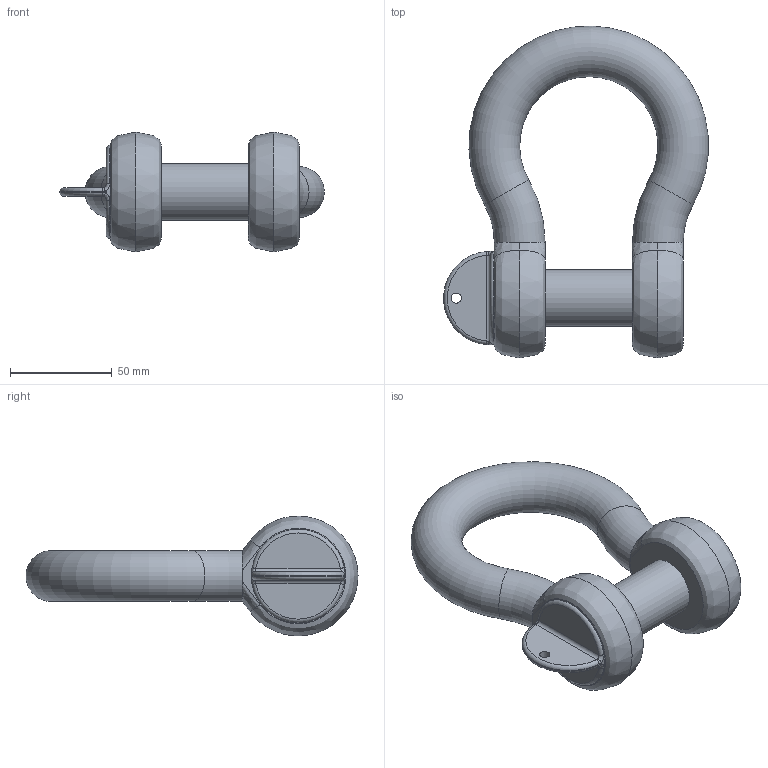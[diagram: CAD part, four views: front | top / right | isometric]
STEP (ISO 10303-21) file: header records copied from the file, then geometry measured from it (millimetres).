
FILE_DESCRIPTION(/* description */ (''),/* implementation_level */ '2;1');
FILE_NAME(/* name */ 'GSCHW_16.stp',/* time_stamp */ '2012-01-17T11:33:27+01:00',/* author */ (''),/* organization */ (''),/* preprocessor_version */ 'ST-DEVELOPER v11',/* originating_system */ 'SIEMENS PLM Software NX 7.5',/* authorisation */ '');
FILE_SCHEMA (('AUTOMOTIVE_DESIGN { 1 0 10303 214 1 1 1 1 }'));
Length unit declared in the file: millimetre
Products named in the file (1): kse2136xll6
Bounding box: 130.25 x 163.48 x 58.93 mm (x, y, z)
Volume: 278560.7 mm3; surface area: 50989.2 mm2
Topology: 2 solids, 2 shells, 54 faces, 120 edges, 71 vertices
Faces by surface type: bspline 20, plane 18, cylinder 8, torus 7, cone 1
Full cylindrical faces by diameter (mm): 5 x1, 28 x3, 46 x1
Entity records: 2187 total; most frequent: CARTESIAN_POINT 1183, ORIENTED_EDGE 220, DIRECTION 162, EDGE_CURVE 110, AXIS2_PLACEMENT_3D 75, EDGE_LOOP 70, VERTEX_POINT 70, ADVANCED_FACE 54
